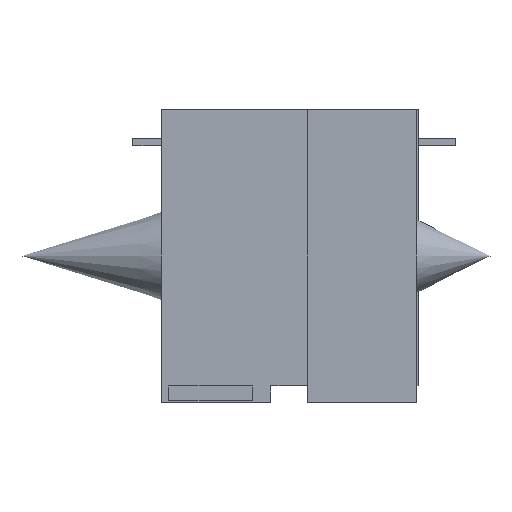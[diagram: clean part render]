
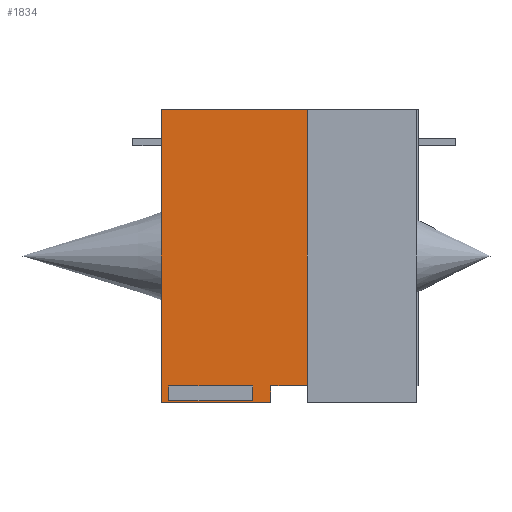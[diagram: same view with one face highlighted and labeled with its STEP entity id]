
A CAD part, left-side view. The second image highlights one B-rep face of the part: STEP entity #1834.
In plain terms, the highlighted planar face has unit normal (-1, 0, 0).
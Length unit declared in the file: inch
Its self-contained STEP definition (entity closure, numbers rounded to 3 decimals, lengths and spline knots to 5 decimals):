
#29=FACE_BOUND('',#192,.T.);
#90=FACE_OUTER_BOUND('',#191,.T.);
#191=EDGE_LOOP('',(#1288,#1289,#1290,#1291,#1292,#1293));
#192=EDGE_LOOP('',(#1294,#1295,#1296,#1297));
#317=LINE('',#2622,#558);
#345=LINE('',#2685,#586);
#346=LINE('',#2687,#587);
#347=LINE('',#2689,#588);
#348=LINE('',#2691,#589);
#349=LINE('',#2692,#590);
#350=LINE('',#2695,#591);
#351=LINE('',#2697,#592);
#352=LINE('',#2699,#593);
#353=LINE('',#2700,#594);
#558=VECTOR('',#2116,0.3937);
#586=VECTOR('',#2168,0.3937);
#587=VECTOR('',#2169,0.3937);
#588=VECTOR('',#2170,0.3937);
#589=VECTOR('',#2171,0.3937);
#590=VECTOR('',#2172,0.3937);
#591=VECTOR('',#2173,0.3937);
#592=VECTOR('',#2174,0.3937);
#593=VECTOR('',#2175,0.3937);
#594=VECTOR('',#2176,0.3937);
#776=VERTEX_POINT('',#2575);
#793=VERTEX_POINT('',#2620);
#816=VERTEX_POINT('',#2684);
#817=VERTEX_POINT('',#2686);
#818=VERTEX_POINT('',#2688);
#819=VERTEX_POINT('',#2690);
#820=VERTEX_POINT('',#2693);
#821=VERTEX_POINT('',#2694);
#822=VERTEX_POINT('',#2696);
#823=VERTEX_POINT('',#2698);
#971=EDGE_CURVE('',#776,#793,#317,.T.);
#1000=EDGE_CURVE('',#816,#793,#345,.T.);
#1001=EDGE_CURVE('',#817,#816,#346,.T.);
#1002=EDGE_CURVE('',#818,#817,#347,.T.);
#1003=EDGE_CURVE('',#819,#818,#348,.T.);
#1004=EDGE_CURVE('',#776,#819,#349,.T.);
#1005=EDGE_CURVE('',#820,#821,#350,.T.);
#1006=EDGE_CURVE('',#822,#820,#351,.T.);
#1007=EDGE_CURVE('',#823,#822,#352,.T.);
#1008=EDGE_CURVE('',#821,#823,#353,.T.);
#1288=ORIENTED_EDGE('',*,*,#971,.T.);
#1289=ORIENTED_EDGE('',*,*,#1000,.F.);
#1290=ORIENTED_EDGE('',*,*,#1001,.F.);
#1291=ORIENTED_EDGE('',*,*,#1002,.F.);
#1292=ORIENTED_EDGE('',*,*,#1003,.F.);
#1293=ORIENTED_EDGE('',*,*,#1004,.F.);
#1294=ORIENTED_EDGE('',*,*,#1005,.F.);
#1295=ORIENTED_EDGE('',*,*,#1006,.F.);
#1296=ORIENTED_EDGE('',*,*,#1007,.F.);
#1297=ORIENTED_EDGE('',*,*,#1008,.F.);
#1744=PLANE('',#1956);
#1834=ADVANCED_FACE('',(#90,#29),#1744,.T.);
#1956=AXIS2_PLACEMENT_3D('',#2683,#2166,#2167);
#2116=DIRECTION('',(0.,0.,1.));
#2166=DIRECTION('center_axis',(-1.,0.,0.));
#2167=DIRECTION('ref_axis',(0.,1.,0.));
#2168=DIRECTION('',(0.,-1.,0.));
#2169=DIRECTION('',(0.,0.,1.));
#2170=DIRECTION('',(0.,1.,0.));
#2171=DIRECTION('',(0.,0.,-1.));
#2172=DIRECTION('',(0.,1.,0.));
#2173=DIRECTION('',(0.,1.,0.));
#2174=DIRECTION('',(0.,0.,1.));
#2175=DIRECTION('',(0.,-1.,0.));
#2176=DIRECTION('',(0.,0.,-1.));
#2575=CARTESIAN_POINT('',(2.49724,-0.25,0.11024));
#2620=CARTESIAN_POINT('',(2.49724,-0.25,2.));
#2622=CARTESIAN_POINT('',(2.49724,-0.25,1.));
#2683=CARTESIAN_POINT('Origin',(2.49724,-1.00854,2.));
#2684=CARTESIAN_POINT('',(2.49724,0.75,2.));
#2685=CARTESIAN_POINT('',(2.49724,0.1875,2.));
#2686=CARTESIAN_POINT('',(2.49724,0.75,0.));
#2687=CARTESIAN_POINT('',(2.49724,0.75,1.));
#2688=CARTESIAN_POINT('',(2.49724,0.,0.));
#2689=CARTESIAN_POINT('',(2.49724,0.1875,0.));
#2690=CARTESIAN_POINT('',(2.49724,0.,0.11024));
#2691=CARTESIAN_POINT('',(2.49724,0.,1.));
#2692=CARTESIAN_POINT('',(2.49724,0.68437,0.11024));
#2693=CARTESIAN_POINT('',(2.49724,0.125,0.11024));
#2694=CARTESIAN_POINT('',(2.49724,0.7,0.11024));
#2695=CARTESIAN_POINT('',(2.49724,-0.06464,0.11024));
#2696=CARTESIAN_POINT('',(2.49724,0.125,0.01));
#2697=CARTESIAN_POINT('',(2.49724,0.125,1.9375));
#2698=CARTESIAN_POINT('',(2.49724,0.7,0.01));
#2699=CARTESIAN_POINT('',(2.49724,0.1875,0.01));
#2700=CARTESIAN_POINT('',(2.49724,0.7,1.));
